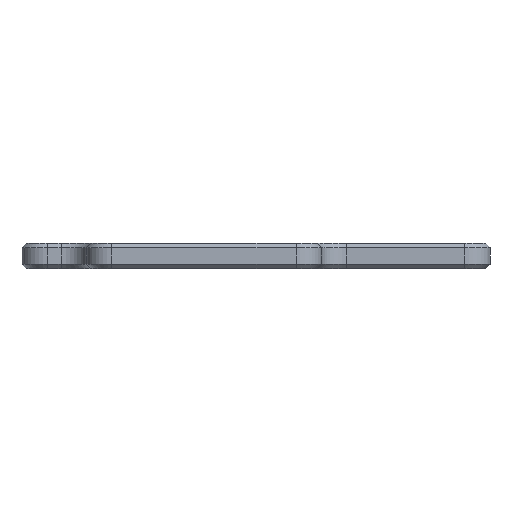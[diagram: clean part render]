
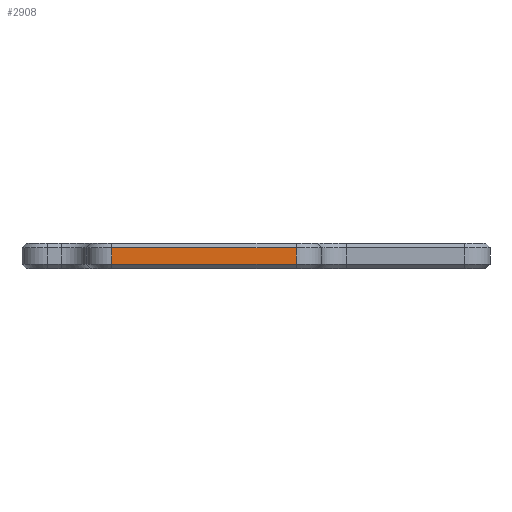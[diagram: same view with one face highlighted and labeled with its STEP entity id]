
A CAD part, front view. The second image highlights one B-rep face of the part: STEP entity #2908.
In plain terms, the highlighted planar face has unit normal (0, -1, 0).
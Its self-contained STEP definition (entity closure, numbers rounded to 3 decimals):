
#377=FACE_OUTER_BOUND('',#574,.T.);
#574=EDGE_LOOP('',(#2405,#2406,#2407,#2408));
#753=LINE('',#4561,#1040);
#816=LINE('',#4736,#1103);
#830=LINE('',#4772,#1117);
#831=LINE('',#4773,#1118);
#1040=VECTOR('',#3666,10.);
#1103=VECTOR('',#3861,10.);
#1117=VECTOR('',#3905,10.);
#1118=VECTOR('',#3906,10.);
#1340=VERTEX_POINT('',#4552);
#1342=VERTEX_POINT('',#4559);
#1387=VERTEX_POINT('',#4730);
#1388=VERTEX_POINT('',#4734);
#1646=EDGE_CURVE('',#1342,#1340,#753,.T.);
#1734=EDGE_CURVE('',#1388,#1387,#816,.T.);
#1752=EDGE_CURVE('',#1387,#1342,#830,.T.);
#1753=EDGE_CURVE('',#1340,#1388,#831,.T.);
#2405=ORIENTED_EDGE('',*,*,#1646,.F.);
#2406=ORIENTED_EDGE('',*,*,#1752,.F.);
#2407=ORIENTED_EDGE('',*,*,#1734,.F.);
#2408=ORIENTED_EDGE('',*,*,#1753,.F.);
#2765=PLANE('',#3210);
#2908=ADVANCED_FACE('',(#377),#2765,.T.);
#3210=AXIS2_PLACEMENT_3D('',#4771,#3903,#3904);
#3666=DIRECTION('',(-1.,0.,0.));
#3861=DIRECTION('',(1.,0.,0.));
#3903=DIRECTION('center_axis',(0.,-1.,0.));
#3904=DIRECTION('ref_axis',(1.,0.,0.));
#3905=DIRECTION('',(0.,0.,-1.));
#3906=DIRECTION('',(0.,0.,1.));
#4552=CARTESIAN_POINT('',(-41.7,-87.7,1.));
#4559=CARTESIAN_POINT('',(2.,-87.7,1.));
#4561=CARTESIAN_POINT('',(-27.6,-87.7,1.));
#4730=CARTESIAN_POINT('',(2.,-87.7,5.));
#4734=CARTESIAN_POINT('',(-41.7,-87.7,5.));
#4736=CARTESIAN_POINT('',(-27.6,-87.7,5.));
#4771=CARTESIAN_POINT('Origin',(-47.7,-87.7,0.));
#4772=CARTESIAN_POINT('',(2.,-87.7,0.));
#4773=CARTESIAN_POINT('',(-41.7,-87.7,0.));
